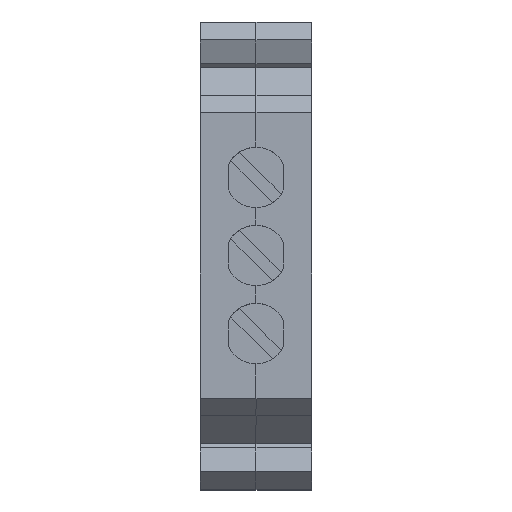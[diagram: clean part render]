
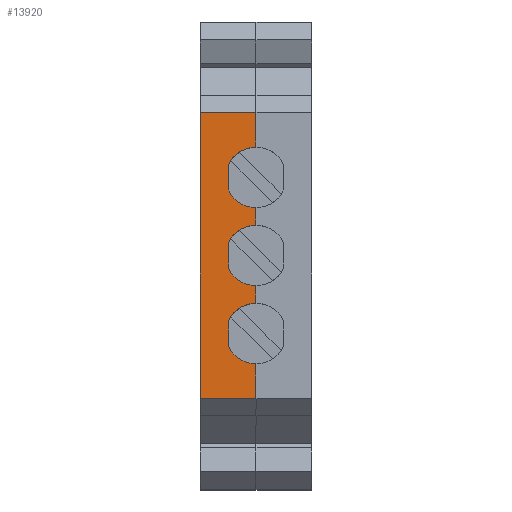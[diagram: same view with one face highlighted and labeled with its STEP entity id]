
A CAD part, top view. The second image highlights one B-rep face of the part: STEP entity #13920.
In plain terms, the highlighted face is planar.
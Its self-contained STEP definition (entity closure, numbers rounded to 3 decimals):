
#1800=CARTESIAN_POINT('',(30.107,46.3,
-7.1));
#1810=VERTEX_POINT('',#1800);
#1840=CARTESIAN_POINT('',(41.984,46.3,
-7.1));
#1850=DIRECTION('',(-1.,0.,0.));
#1860=VECTOR('',#1850,1.);
#1870=LINE('',#1840,#1860);
#1880=CARTESIAN_POINT('',(4.107,46.3,
-7.1));
#1890=VERTEX_POINT('',#1880);
#1900=EDGE_CURVE('',#1810,#1890,#1870,.T.);
#7870=CARTESIAN_POINT('',(7.257,46.3,
-2.05));
#7880=VERTEX_POINT('',#7870);
#9040=CARTESIAN_POINT('',(12.757,46.3,
-2.05));
#9050=VERTEX_POINT('',#9040);
#11090=CARTESIAN_POINT('',(10.007,46.3,
-2.05));
#11100=DIRECTION('',(0.,1.,0.));
#11110=DIRECTION('',(-1.,0.,0.));
#11120=AXIS2_PLACEMENT_3D('',#11090,#11100,#11110);
#11130=CIRCLE('',#11120,2.75);
#11140=CARTESIAN_POINT('',(8.862,46.3,
-4.55));
#11150=VERTEX_POINT('',#11140);
#11160=EDGE_CURVE('',#11150,#7880,#11130,.T.);
#12710=CARTESIAN_POINT('',(11.153,46.3,
-4.55));
#12720=VERTEX_POINT('',#12710);
#12750=CARTESIAN_POINT('',(10.007,46.3,
-2.05));
#12760=DIRECTION('',(0.,1.,0.));
#12770=DIRECTION('',(1.,0.,0.));
#12780=AXIS2_PLACEMENT_3D('',#12750,#12760,#12770);
#12790=CIRCLE('',#12780,2.75);
#12800=EDGE_CURVE('',#9050,#12720,#12790,.T.);
#12920=CARTESIAN_POINT('',(4.107,46.3,
3.));
#12930=DIRECTION('',(0.,-1.,0.));
#12940=DIRECTION('',(-1.,0.,0.));
#12950=AXIS2_PLACEMENT_3D('',#12920,#12930,#12940);
#12960=PLANE('',#12950);
#12970=CARTESIAN_POINT('',(-138.141,46.3,
-2.05));
#12980=DIRECTION('',(-1.,0.,0.));
#12990=VECTOR('',#12980,1.);
#13000=LINE('',#12970,#12990);
#13010=CARTESIAN_POINT('',(30.107,46.3,
-2.05));
#13020=VERTEX_POINT('',#13010);
#13030=CARTESIAN_POINT('',(26.957,46.3,
-2.05));
#13040=VERTEX_POINT('',#13030);
#13050=EDGE_CURVE('',#13020,#13040,#13000,.T.);
#13060=ORIENTED_EDGE('',*,*,#13050,.F.);
#13070=CARTESIAN_POINT('',(24.207,46.3,
-2.05));
#13080=DIRECTION('',(0.,1.,0.));
#13090=DIRECTION('',(1.,0.,0.));
#13100=AXIS2_PLACEMENT_3D('',#13070,#13080,#13090);
#13110=CIRCLE('',#13100,2.75);
#13120=CARTESIAN_POINT('',(25.353,46.3,
-4.55));
#13130=VERTEX_POINT('',#13120);
#13140=EDGE_CURVE('',#13040,#13130,#13110,.T.);
#13150=ORIENTED_EDGE('',*,*,#13140,.F.);
#13160=CARTESIAN_POINT('',(-138.141,46.3,
-4.55));
#13170=DIRECTION('',(-1.,0.,0.));
#13180=VECTOR('',#13170,1.);
#13190=LINE('',#13160,#13180);
#13200=CARTESIAN_POINT('',(23.062,46.3,
-4.55));
#13210=VERTEX_POINT('',#13200);
#13220=EDGE_CURVE('',#13130,#13210,#13190,.T.);
#13230=ORIENTED_EDGE('',*,*,#13220,.F.);
#13240=CARTESIAN_POINT('',(24.207,46.3,
-2.05));
#13250=DIRECTION('',(0.,1.,0.));
#13260=DIRECTION('',(-1.,0.,0.));
#13270=AXIS2_PLACEMENT_3D('',#13240,#13250,#13260);
#13280=CIRCLE('',#13270,2.75);
#13290=CARTESIAN_POINT('',(21.457,46.3,
-2.05));
#13300=VERTEX_POINT('',#13290);
#13310=EDGE_CURVE('',#13210,#13300,#13280,.T.);
#13320=ORIENTED_EDGE('',*,*,#13310,.F.);
#13330=CARTESIAN_POINT('',(19.857,46.3,
-2.05));
#13340=VERTEX_POINT('',#13330);
#13350=EDGE_CURVE('',#13300,#13340,#13000,.T.);
#13360=ORIENTED_EDGE('',*,*,#13350,.F.);
#13370=CARTESIAN_POINT('',(17.107,46.3,
-2.05));
#13380=DIRECTION('',(0.,1.,0.));
#13390=DIRECTION('',(1.,0.,0.));
#13400=AXIS2_PLACEMENT_3D('',#13370,#13380,#13390);
#13410=CIRCLE('',#13400,2.75);
#13420=CARTESIAN_POINT('',(18.253,46.3,
-4.55));
#13430=VERTEX_POINT('',#13420);
#13440=EDGE_CURVE('',#13340,#13430,#13410,.T.);
#13450=ORIENTED_EDGE('',*,*,#13440,.F.);
#13460=CARTESIAN_POINT('',(-138.141,46.3,
-4.55));
#13470=DIRECTION('',(-1.,0.,0.));
#13480=VECTOR('',#13470,1.);
#13490=LINE('',#13460,#13480);
#13500=CARTESIAN_POINT('',(15.962,46.3,
-4.55));
#13510=VERTEX_POINT('',#13500);
#13520=EDGE_CURVE('',#13430,#13510,#13490,.T.);
#13530=ORIENTED_EDGE('',*,*,#13520,.F.);
#13540=CARTESIAN_POINT('',(17.107,46.3,
-2.05));
#13550=DIRECTION('',(0.,1.,0.));
#13560=DIRECTION('',(-1.,0.,0.));
#13570=AXIS2_PLACEMENT_3D('',#13540,#13550,#13560);
#13580=CIRCLE('',#13570,2.75);
#13590=CARTESIAN_POINT('',(14.357,46.3,
-2.05));
#13600=VERTEX_POINT('',#13590);
#13610=EDGE_CURVE('',#13510,#13600,#13580,.T.);
#13620=ORIENTED_EDGE('',*,*,#13610,.F.);
#13630=EDGE_CURVE('',#13600,#9050,#13000,.T.);
#13640=ORIENTED_EDGE('',*,*,#13630,.F.);
#13650=ORIENTED_EDGE('',*,*,#12800,.F.);
#13660=CARTESIAN_POINT('',(-138.141,46.3,
-4.55));
#13670=DIRECTION('',(-1.,0.,0.));
#13680=VECTOR('',#13670,1.);
#13690=LINE('',#13660,#13680);
#13700=EDGE_CURVE('',#12720,#11150,#13690,.T.);
#13710=ORIENTED_EDGE('',*,*,#13700,.F.);
#13720=ORIENTED_EDGE('',*,*,#11160,.F.);
#13730=CARTESIAN_POINT('',(4.107,46.3,
-2.05));
#13740=VERTEX_POINT('',#13730);
#13750=EDGE_CURVE('',#7880,#13740,#13000,.T.);
#13760=ORIENTED_EDGE('',*,*,#13750,.F.);
#13770=CARTESIAN_POINT('',(4.107,46.3,
-2.05));
#13780=DIRECTION('',(0.,0.,-1.));
#13790=VECTOR('',#13780,1.);
#13800=LINE('',#13770,#13790);
#13810=EDGE_CURVE('',#13740,#1890,#13800,.T.);
#13820=ORIENTED_EDGE('',*,*,#13810,.F.);
#13830=ORIENTED_EDGE('',*,*,#1900,.T.);
#13840=CARTESIAN_POINT('',(30.107,46.3,
-2.05));
#13850=DIRECTION('',(0.,0.,-1.));
#13860=VECTOR('',#13850,1.);
#13870=LINE('',#13840,#13860);
#13880=EDGE_CURVE('',#13020,#1810,#13870,.T.);
#13890=ORIENTED_EDGE('',*,*,#13880,.T.);
#13900=EDGE_LOOP('',(#13890,#13830,#13820,#13760,#13720,#13710,#13650,
#13640,#13620,#13530,#13450,#13360,#13320,#13230,#13150,#13060));
#13910=FACE_OUTER_BOUND('',#13900,.T.);
#13920=ADVANCED_FACE('',(#13910),#12960,.F.);
